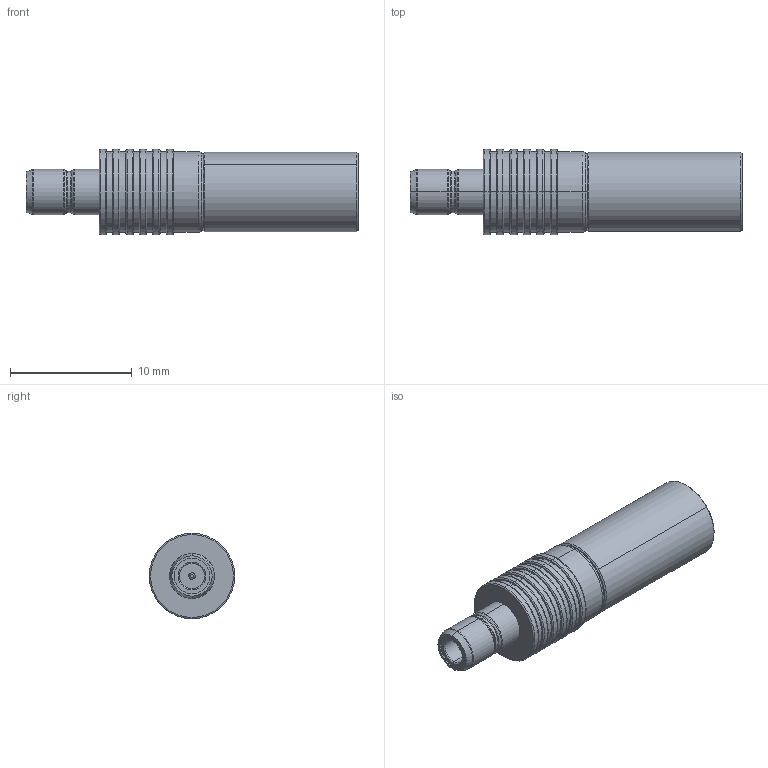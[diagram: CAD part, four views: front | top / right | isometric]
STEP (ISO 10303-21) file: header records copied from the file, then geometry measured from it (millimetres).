
FILE_DESCRIPTION (( 'STEP AP214' ), '1' );
FILE_NAME ('ÑÖÍÊ.434521.049ÑÁ_Âèëêà+äëÿ ïîòðåáèòåëÿ.STEP', '2018-11-30T08:10:09', ( 'User' ), ( '' ), 'SwSTEP 2.0', 'SolidWorks 2016', '' );
FILE_SCHEMA (( 'AUTOMOTIVE_DESIGN' ));
Length unit declared in the file: millimetre
Products named in the file (1): ÑÖÍÊ.434521.049ÑÁ_Âèëêà+äëÿ ïîòðåáèòåëÿ
Bounding box: 27.24 x 7 x 7 mm (x, y, z)
Volume: 542.3 mm3; surface area: 1070.3 mm2
Topology: 1 solids, 1 shells, 135 faces, 270 edges, 158 vertices
Faces by surface type: cylinder 48, torus 40, cone 24, plane 23
Entity records: 5053 total; most frequent: DIRECTION 740, CARTESIAN_POINT 564, ORIENTED_EDGE 540, AXIS2_PLACEMENT_3D 334, EDGE_CURVE 270, CIRCLE 198, VERTEX_POINT 158, EDGE_LOOP 156
